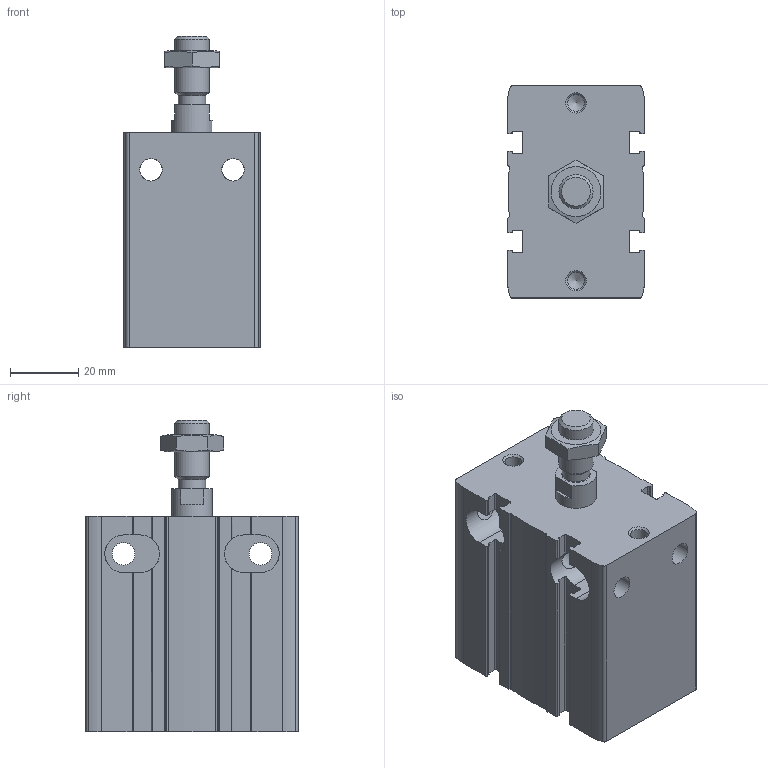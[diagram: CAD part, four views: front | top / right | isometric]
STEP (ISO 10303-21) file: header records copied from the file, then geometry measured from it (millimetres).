
FILE_DESCRIPTION(/* description */ ('STEP AP214'),/* implementation_level */ '2;1');
FILE_NAME(/* name */ '4828437_DPDM-32-15-PA',/* time_stamp */ '2024-08-20T10:37:27+02:00',/* author */ ('License CC BY-ND 4.0'),/* organization */ ('CADENAS'),/* preprocessor_version */ 'ST-DEVELOPER v19.3',/* originating_system */ 'PARTsolutions',/* authorisation */ ' ');
FILE_SCHEMA (('AUTOMOTIVE_DESIGN {1 0 10303 214 3 1 1}'));
Length unit declared in the file: millimetre
Products named in the file (4): 4828437 DPDM-32-15-PA---(0); 4650681 DPDM-15---(h); 4650681 DPDM-15---(r); ISO 4035 M10x1.25(F)
Assembly tree (3 placements, depth 2):
  4828437 DPDM-32-15-PA---(0)
    4650681 DPDM-15---(h)
    4650681 DPDM-15---(r)
    ISO 4035 M10x1.25(F)
Bounding box: 40 x 62 x 91 mm (x, y, z)
Volume: 128053.7 mm3; surface area: 34125 mm2
Topology: 3 solids, 3 shells, 239 faces, 665 edges, 438 vertices
Faces by surface type: cylinder 113, plane 104, cone 20, torus 2
Full cylindrical faces by diameter (mm): 4.917 x4, 6.6 x8, 8 x1, 8.566 x2, 8.647 x1, 10 x1, 12 x2, 20 x1, 32 x2, 33 x1
Entity records: 7705 total; most frequent: CARTESIAN_POINT 1587, DIRECTION 1260, ORIENTED_EDGE 1212, EDGE_CURVE 606, AXIS2_PLACEMENT_3D 463, VERTEX_POINT 430, LINE 334, VECTOR 334
